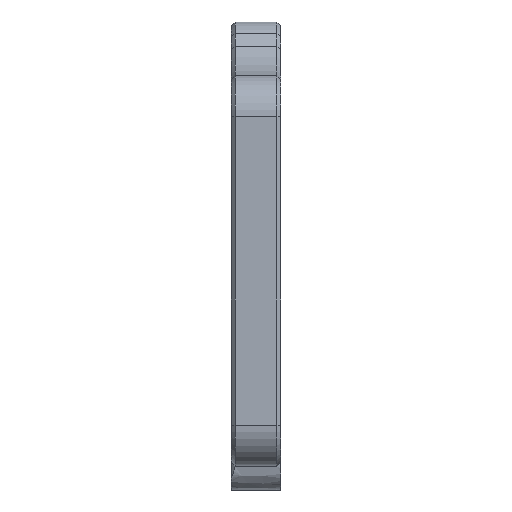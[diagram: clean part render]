
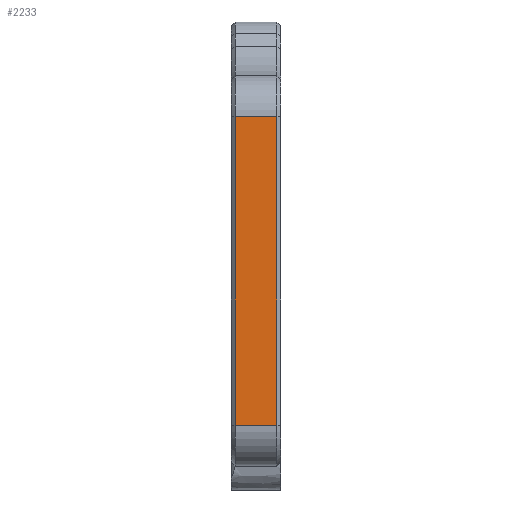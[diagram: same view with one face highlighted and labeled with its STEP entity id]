
A CAD part, front view. The second image highlights one B-rep face of the part: STEP entity #2233.
In plain terms, the highlighted planar face has unit normal (0, -1, 0).
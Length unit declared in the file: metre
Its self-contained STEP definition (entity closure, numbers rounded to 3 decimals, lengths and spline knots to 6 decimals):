
#445=ORIENTED_EDGE('',*,*,#1038,.T.);
#446=ORIENTED_EDGE('',*,*,#1040,.T.);
#447=ORIENTED_EDGE('',*,*,#1041,.F.);
#448=ORIENTED_EDGE('',*,*,#1042,.F.);
#1038=EDGE_CURVE('',#1334,#1333,#1475,.T.);
#1040=EDGE_CURVE('',#1333,#1335,#1476,.T.);
#1041=EDGE_CURVE('',#1336,#1335,#1477,.T.);
#1042=EDGE_CURVE('',#1334,#1336,#1478,.T.);
#1333=VERTEX_POINT('',#3663);
#1334=VERTEX_POINT('',#3665);
#1335=VERTEX_POINT('',#3669);
#1336=VERTEX_POINT('',#3671);
#1475=LINE('',#3664,#1677);
#1476=LINE('',#3668,#1678);
#1477=LINE('',#3670,#1679);
#1478=LINE('',#3672,#1680);
#1677=VECTOR('',#2881,1.);
#1678=VECTOR('',#2886,1.);
#1679=VECTOR('',#2887,1.);
#1680=VECTOR('',#2888,1.);
#1849=EDGE_LOOP('',(#445,#446,#447,#448));
#2023=FACE_BOUND('',#1849,.T.);
#2148=PLANE('',#2455);
#2233=ADVANCED_FACE('',(#2023),#2148,.T.);
#2455=AXIS2_PLACEMENT_3D('',#3667,#2884,#2885);
#2881=DIRECTION('',(1.,0.,0.));
#2884=DIRECTION('',(0.,-1.,0.));
#2885=DIRECTION('',(1.,0.,0.));
#2886=DIRECTION('',(0.,0.,1.));
#2887=DIRECTION('',(1.,0.,0.));
#2888=DIRECTION('',(0.,0.,1.));
#3663=CARTESIAN_POINT('',(0.01251,-0.13843,-0.053984));
#3664=CARTESIAN_POINT('',(0.00831,-0.13843,-0.053984));
#3665=CARTESIAN_POINT('',(0.00831,-0.13843,-0.053984));
#3667=CARTESIAN_POINT('',(0.0079,-0.13843,-0.022974));
#3668=CARTESIAN_POINT('',(0.01251,-0.13843,-0.022974));
#3669=CARTESIAN_POINT('',(0.01251,-0.13843,-0.022984));
#3670=CARTESIAN_POINT('',(0.00831,-0.13843,-0.022984));
#3671=CARTESIAN_POINT('',(0.00831,-0.13843,-0.022984));
#3672=CARTESIAN_POINT('',(0.00831,-0.13843,-0.038484));
